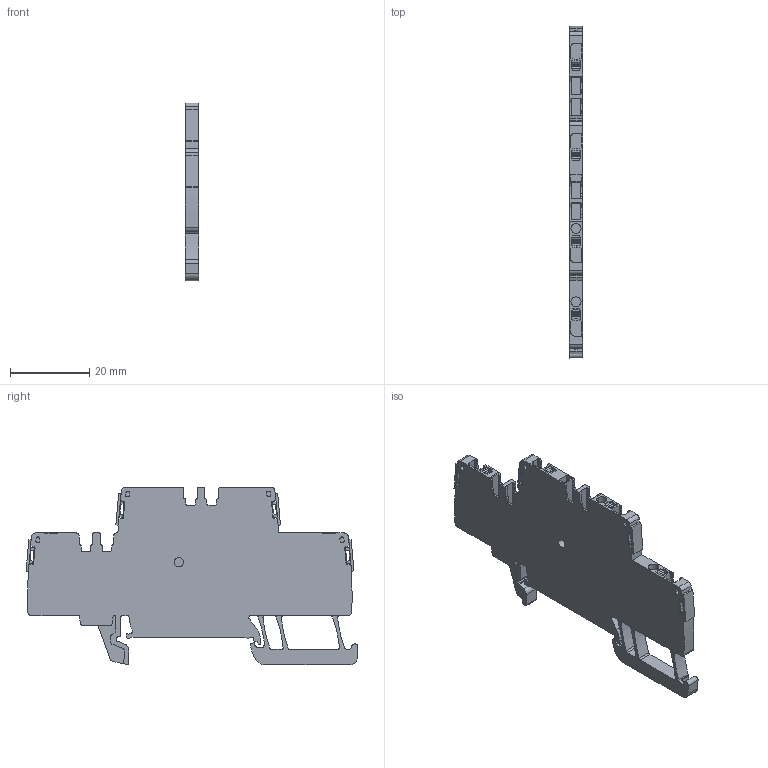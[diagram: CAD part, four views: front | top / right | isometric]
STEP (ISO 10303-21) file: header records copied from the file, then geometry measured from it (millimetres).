
FILE_DESCRIPTION(('CATIA V5R22 STEP214','CAx-IF Rec.Pracs.--- Model Styling and Organization---1.4--- 2014-01-23'),'2;1');
FILE_NAME ('1135636-1_1', '2019-07-05T12:03:28+00:00', ('Weidmueller Interface'), ('Weidmueller'), 'CATIA Version 5-6 Release 2016 SP3 HF44', 'CATIA V5 STEP AP214', 'none');
FILE_SCHEMA(('AUTOMOTIVE_DESIGN { 1 0 10303 214 1 1 1 1 }'));
Length unit declared in the file: millimetre
Products named in the file (1): 2675070000_A2T_1-5_DL_BL
Bounding box: 3.5 x 83.89 x 44.95 mm (x, y, z)
Volume: 7496.2 mm3; surface area: 8569.7 mm2
Topology: 9 solids, 9 shells, 1024 faces, 2868 edges, 1865 vertices
Faces by surface type: plane 529, cylinder 435, torus 24, extrusion 20, sphere 16
Entity records: 31924 total; most frequent: CARTESIAN_POINT 6902, ORIENTED_EDGE 5704, DIRECTION 4261, EDGE_CURVE 2852, VECTOR 1906, LINE 1886, VERTEX_POINT 1865, AXIS2_PLACEMENT_3D 1578
